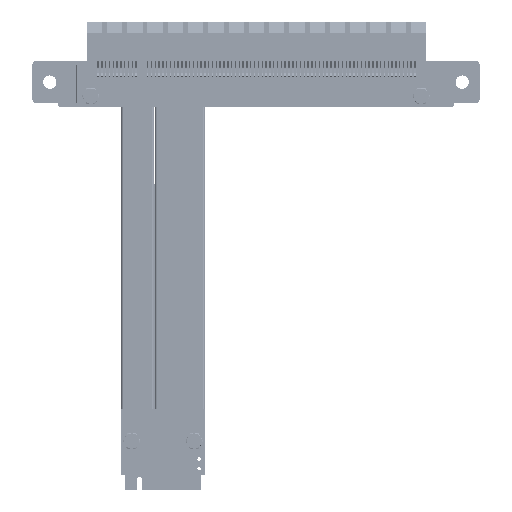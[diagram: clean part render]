
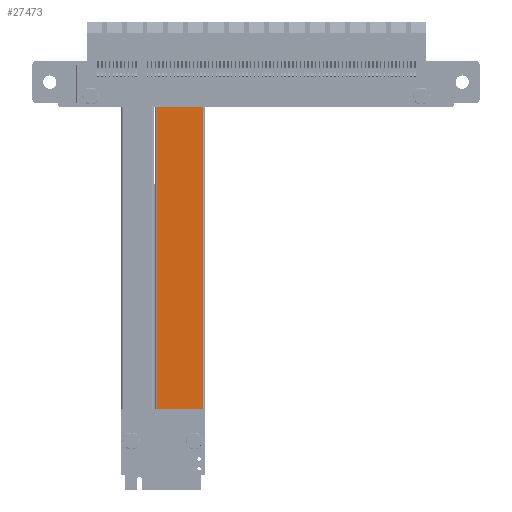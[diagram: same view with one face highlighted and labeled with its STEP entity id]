
A CAD part, top view. The second image highlights one B-rep face of the part: STEP entity #27473.
In plain terms, the highlighted face is planar.
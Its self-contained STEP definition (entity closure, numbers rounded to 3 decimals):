
#27445 = VERTEX_POINT('',#27446);
#27446 = CARTESIAN_POINT('',(0.,0.,
    0.));
#27453 = EDGE_CURVE('',#27454,#27445,#27456,.T.);
#27454 = VERTEX_POINT('',#27455);
#27455 = CARTESIAN_POINT('',(0.,0.,
    -83.));
#27456 = LINE('',#27457,#27458);
#27457 = CARTESIAN_POINT('',(0.,0.,
    -83.));
#27458 = VECTOR('',#27459,1.);
#27459 = DIRECTION('',(0.,0.,1.));
#27473 = ADVANCED_FACE('',(#27474),#27499,.T.);
#27474 = FACE_BOUND('',#27475,.T.);
#27475 = EDGE_LOOP('',(#27476,#27484,#27492,#27498));
#27476 = ORIENTED_EDGE('',*,*,#27477,.F.);
#27477 = EDGE_CURVE('',#27478,#27445,#27480,.T.);
#27478 = VERTEX_POINT('',#27479);
#27479 = CARTESIAN_POINT('',(12.065,0.,0.
    ));
#27480 = LINE('',#27481,#27482);
#27481 = CARTESIAN_POINT('',(0.,0.,
    0.));
#27482 = VECTOR('',#27483,1.);
#27483 = DIRECTION('',(-1.,0.,0.));
#27484 = ORIENTED_EDGE('',*,*,#27485,.F.);
#27485 = EDGE_CURVE('',#27486,#27478,#27488,.T.);
#27486 = VERTEX_POINT('',#27487);
#27487 = CARTESIAN_POINT('',(12.065,0.,-83.));
#27488 = LINE('',#27489,#27490);
#27489 = CARTESIAN_POINT('',(12.065,0.,-83.));
#27490 = VECTOR('',#27491,1.);
#27491 = DIRECTION('',(0.,0.,1.));
#27492 = ORIENTED_EDGE('',*,*,#27493,.T.);
#27493 = EDGE_CURVE('',#27486,#27454,#27494,.T.);
#27494 = LINE('',#27495,#27496);
#27495 = CARTESIAN_POINT('',(0.,0.,
    -83.));
#27496 = VECTOR('',#27497,1.);
#27497 = DIRECTION('',(-1.,0.,0.));
#27498 = ORIENTED_EDGE('',*,*,#27453,.T.);
#27499 = PLANE('',#27500);
#27500 = AXIS2_PLACEMENT_3D('',#27501,#27502,#27503);
#27501 = CARTESIAN_POINT('',(0.,0.,
    -83.));
#27502 = DIRECTION('',(0.,1.,0.));
#27503 = DIRECTION('',(0.,0.,1.));
